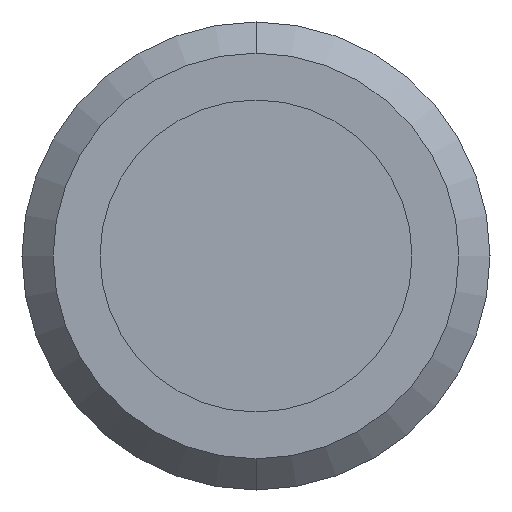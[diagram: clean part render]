
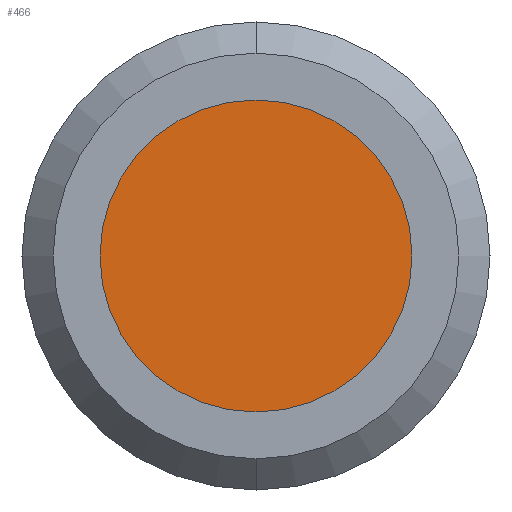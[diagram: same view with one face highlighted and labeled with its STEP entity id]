
A CAD part, front view. The second image highlights one B-rep face of the part: STEP entity #466.
In plain terms, the highlighted planar face has unit normal (0, -1, 0).
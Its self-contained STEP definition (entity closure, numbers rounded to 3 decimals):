
#115 = PLANE ( 'NONE',  #3468 ) ;
#180 = CIRCLE ( 'NONE', #2311, 0.5 ) ;
#380 = DIRECTION ( 'NONE',  ( 0., 0., 1. ) ) ;
#410 = DIRECTION ( 'NONE',  ( 0., 1., 0. ) ) ;
#466 = ADVANCED_FACE ( 'Defeature ausgef�hrt1_2', ( #2273 ), #115, .T. ) ;
#764 = CARTESIAN_POINT ( 'NONE',  ( -0.5, -14.8, 0. ) ) ;
#886 = EDGE_LOOP ( 'NONE', ( #1792, #2398 ) ) ;
#920 = EDGE_CURVE ( 'Defeature ausgef�hrt1_3+Defeature ausgef�hrt1_2+Defeature ausgef�hrt1_2+Defeature ausgef�hrt1_2', #3118, #2644, #180, .T. ) ;
#1310 = DIRECTION ( 'NONE',  ( 0., 1., 0. ) ) ;
#1792 = ORIENTED_EDGE ( 'NONE', *, *, #920, .F. ) ;
#1969 = CARTESIAN_POINT ( 'NONE',  ( 0., -14.8, -0.5 ) ) ;
#1992 = CARTESIAN_POINT ( 'NONE',  ( 0., -14.8, 0.5 ) ) ;
#2245 = CARTESIAN_POINT ( 'NONE',  ( 0., -14.8, 0. ) ) ;
#2273 = FACE_OUTER_BOUND ( 'NONE', #886, .T. ) ;
#2311 = AXIS2_PLACEMENT_3D ( 'NONE', #2245, #410, #380 ) ;
#2322 = DIRECTION ( 'NONE',  ( 0., 0., -1. ) ) ;
#2398 = ORIENTED_EDGE ( 'NONE', *, *, #3030, .F. ) ;
#2644 = VERTEX_POINT ( 'NONE', #1969 ) ;
#2867 = CARTESIAN_POINT ( 'NONE',  ( 0., -14.8, 0. ) ) ;
#3030 = EDGE_CURVE ( 'Defeature ausgef�hrt1_3+Defeature ausgef�hrt1_2+Defeature ausgef�hrt1_2+Defeature ausgef�hrt1_2', #2644, #3118, #3100, .T. ) ;
#3100 = CIRCLE ( 'NONE', #3256, 0.5 ) ;
#3118 = VERTEX_POINT ( 'NONE', #1992 ) ;
#3147 = DIRECTION ( 'NONE',  ( 0., 0., 1. ) ) ;
#3256 = AXIS2_PLACEMENT_3D ( 'NONE', #2867, #1310, #3147 ) ;
#3468 = AXIS2_PLACEMENT_3D ( 'NONE', #764, #3880, #2322 ) ;
#3880 = DIRECTION ( 'NONE',  ( 0., -1., 0. ) ) ;
